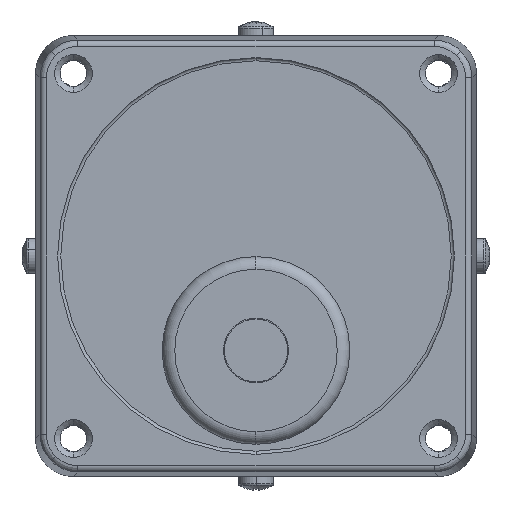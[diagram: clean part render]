
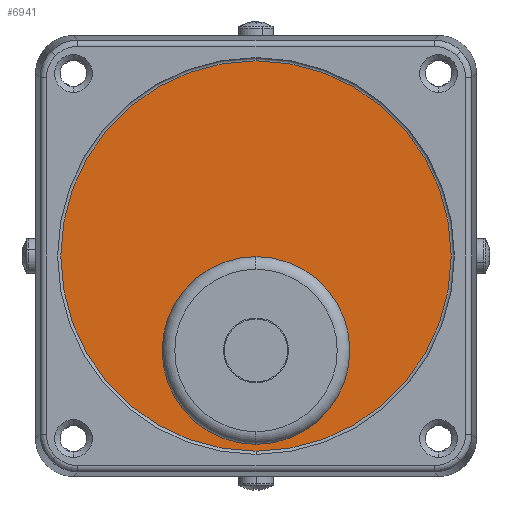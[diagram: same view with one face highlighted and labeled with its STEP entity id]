
A CAD part, front view. The second image highlights one B-rep face of the part: STEP entity #6941.
In plain terms, the highlighted planar face has unit normal (0, -1, 0).
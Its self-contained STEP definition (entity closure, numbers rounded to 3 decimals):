
#159 = EDGE_CURVE ( 'NONE', #10105, #7899, #10779, .T. ) ;
#214 = FACE_OUTER_BOUND ( 'NONE', #2726, .T. ) ;
#907 = DIRECTION ( 'NONE',  ( 0., 0., -1. ) ) ;
#1586 = DIRECTION ( 'NONE',  ( 0., 0., -1. ) ) ;
#2149 = CARTESIAN_POINT ( 'NONE',  ( -80.813, -6.904, 0. ) ) ;
#2179 = AXIS2_PLACEMENT_3D ( 'NONE', #5879, #9361, #1586 ) ;
#2595 = CIRCLE ( 'NONE', #8955, 14.9 ) ;
#2726 = EDGE_LOOP ( 'NONE', ( #5264, #4060 ) ) ;
#2838 = DIRECTION ( 'NONE',  ( 0., -1., 0. ) ) ;
#3676 = FACE_BOUND ( 'NONE', #4512, .T. ) ;
#3720 = CARTESIAN_POINT ( 'NONE',  ( -80.813, -6.904, -15. ) ) ;
#3886 = CIRCLE ( 'NONE', #5312, 31. ) ;
#4060 = ORIENTED_EDGE ( 'NONE', *, *, #7758, .T. ) ;
#4512 = EDGE_LOOP ( 'NONE', ( #8344, #4811 ) ) ;
#4811 = ORIENTED_EDGE ( 'NONE', *, *, #10286, .F. ) ;
#5204 = CARTESIAN_POINT ( 'NONE',  ( -80.813, -6.904, 0. ) ) ;
#5264 = ORIENTED_EDGE ( 'NONE', *, *, #159, .T. ) ;
#5312 = AXIS2_PLACEMENT_3D ( 'NONE', #5204, #8693, #907 ) ;
#5599 = DIRECTION ( 'NONE',  ( 0., -1., 0. ) ) ;
#5741 = CARTESIAN_POINT ( 'NONE',  ( -80.813, -6.904, -0.1 ) ) ;
#5879 = CARTESIAN_POINT ( 'NONE',  ( -80.813, -6.904, -15. ) ) ;
#6281 = DIRECTION ( 'NONE',  ( 0., 0., -1. ) ) ;
#6421 = VERTEX_POINT ( 'NONE', #5741 ) ;
#6744 = CARTESIAN_POINT ( 'NONE',  ( -80.813, -6.904, -31. ) ) ;
#6941 = ADVANCED_FACE ( 'NONE', ( #214, #3676 ), #7141, .T. ) ;
#7050 = CIRCLE ( 'NONE', #2179, 14.9 ) ;
#7141 = PLANE ( 'NONE',  #8762 ) ;
#7183 = DIRECTION ( 'NONE',  ( 0., -1., 0. ) ) ;
#7758 = EDGE_CURVE ( 'NONE', #7899, #10105, #3886, .T. ) ;
#7899 = VERTEX_POINT ( 'NONE', #9934 ) ;
#8344 = ORIENTED_EDGE ( 'NONE', *, *, #8566, .F. ) ;
#8566 = EDGE_CURVE ( 'NONE', #6421, #10792, #2595, .T. ) ;
#8693 = DIRECTION ( 'NONE',  ( 0., -1., 0. ) ) ;
#8762 = AXIS2_PLACEMENT_3D ( 'NONE', #10604, #2838, #6281 ) ;
#8884 = CARTESIAN_POINT ( 'NONE',  ( -80.813, -6.904, -29.9 ) ) ;
#8955 = AXIS2_PLACEMENT_3D ( 'NONE', #3720, #7183, #10639 ) ;
#9083 = DIRECTION ( 'NONE',  ( 0., 0., -1. ) ) ;
#9361 = DIRECTION ( 'NONE',  ( 0., -1., 0. ) ) ;
#9934 = CARTESIAN_POINT ( 'NONE',  ( -80.813, -6.904, 31. ) ) ;
#10105 = VERTEX_POINT ( 'NONE', #6744 ) ;
#10286 = EDGE_CURVE ( 'NONE', #10792, #6421, #7050, .T. ) ;
#10604 = CARTESIAN_POINT ( 'NONE',  ( -80.813, -6.904, 0. ) ) ;
#10605 = AXIS2_PLACEMENT_3D ( 'NONE', #2149, #5599, #9083 ) ;
#10639 = DIRECTION ( 'NONE',  ( 0., 0., -1. ) ) ;
#10779 = CIRCLE ( 'NONE', #10605, 31. ) ;
#10792 = VERTEX_POINT ( 'NONE', #8884 ) ;
